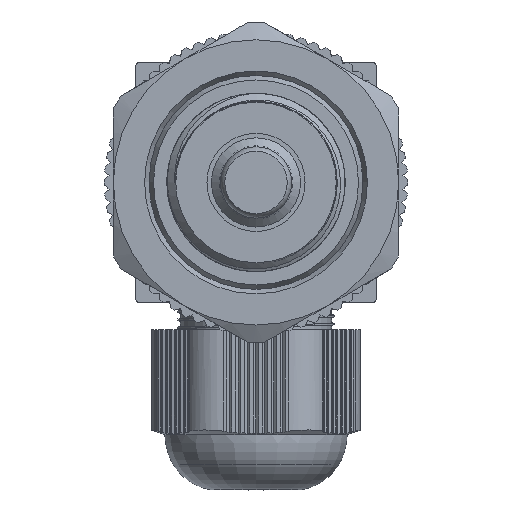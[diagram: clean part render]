
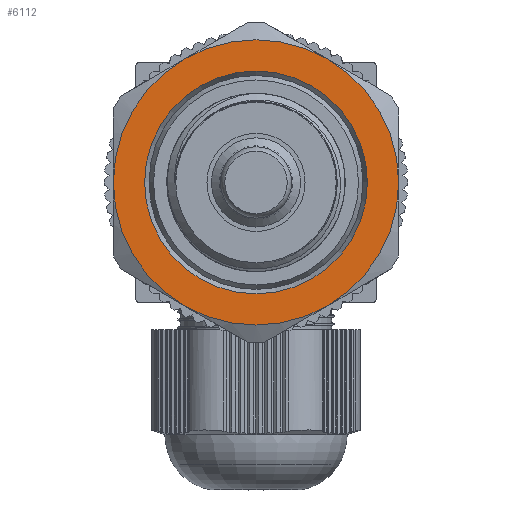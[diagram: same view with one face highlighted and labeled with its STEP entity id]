
A CAD part, left-side view. The second image highlights one B-rep face of the part: STEP entity #6112.
In plain terms, the highlighted planar face has unit normal (-1, 0, 0).
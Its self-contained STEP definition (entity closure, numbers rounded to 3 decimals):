
#6112=ADVANCED_FACE('',(#55515,#55517),#55519,.T.);
#55515=FACE_BOUND('',#55516,.T.);
#55516=EDGE_LOOP('',(#65045,#65046,#65047,#65048,#65049,#65050));
#55517=FACE_BOUND('',#55518,.T.);
#55518=EDGE_LOOP('',(#65051));
#55519=PLANE('',#55520);
#55520=AXIS2_PLACEMENT_3D('',#55521,#55522,#55523);
#55521=CARTESIAN_POINT('',(-2.955,0.,0.));
#55522=DIRECTION('',(-1.,0.,0.));
#55523=DIRECTION('',(0.,1.,0.));
#65045=ORIENTED_EDGE('',*,*,#69564,.F.);
#65046=ORIENTED_EDGE('',*,*,#69565,.F.);
#65047=ORIENTED_EDGE('',*,*,#69566,.F.);
#65048=ORIENTED_EDGE('',*,*,#69567,.F.);
#65049=ORIENTED_EDGE('',*,*,#69568,.F.);
#65050=ORIENTED_EDGE('',*,*,#69569,.F.);
#65051=ORIENTED_EDGE('',*,*,#69562,.T.);
#69562=EDGE_CURVE('',#76846,#76846,#76847,.T.);
#69564=EDGE_CURVE('',#76850,#76851,#76852,.T.);
#69565=EDGE_CURVE('',#76853,#76850,#76854,.T.);
#69566=EDGE_CURVE('',#76855,#76853,#76856,.T.);
#69567=EDGE_CURVE('',#76857,#76855,#76858,.T.);
#69568=EDGE_CURVE('',#76859,#76857,#76860,.T.);
#69569=EDGE_CURVE('',#76851,#76859,#76861,.T.);
#76846=VERTEX_POINT('',#115612);
#76847=CIRCLE('',#115613,12.5);
#76850=VERTEX_POINT('',#115622);
#76851=VERTEX_POINT('',#115623);
#76852=CIRCLE('',#115624,16.);
#76853=VERTEX_POINT('',#115628);
#76854=CIRCLE('',#115629,16.);
#76855=VERTEX_POINT('',#115633);
#76856=CIRCLE('',#115634,16.);
#76857=VERTEX_POINT('',#115638);
#76858=CIRCLE('',#115639,16.);
#76859=VERTEX_POINT('',#115643);
#76860=CIRCLE('',#115644,16.);
#76861=CIRCLE('',#115648,16.);
#115612=CARTESIAN_POINT('',(-2.955,-12.5,0.));
#115613=AXIS2_PLACEMENT_3D('',#115614,#115615,#115616);
#115614=CARTESIAN_POINT('',(-2.955,0.,0.));
#115615=DIRECTION('',(1.,0.,0.));
#115616=DIRECTION('',(0.,-1.,0.));
#115622=CARTESIAN_POINT('',(-2.955,8.,-13.856));
#115623=CARTESIAN_POINT('',(-2.955,16.,0.));
#115624=AXIS2_PLACEMENT_3D('',#115625,#115626,#115627);
#115625=CARTESIAN_POINT('',(-2.955,0.,0.));
#115626=DIRECTION('',(1.,0.,0.));
#115627=DIRECTION('',(0.,0.5,-0.866));
#115628=CARTESIAN_POINT('',(-2.955,-8.,-13.856));
#115629=AXIS2_PLACEMENT_3D('',#115630,#115631,#115632);
#115630=CARTESIAN_POINT('',(-2.955,0.,0.));
#115631=DIRECTION('',(1.,0.,0.));
#115632=DIRECTION('',(0.,-0.5,-0.866));
#115633=CARTESIAN_POINT('',(-2.955,-16.,0.));
#115634=AXIS2_PLACEMENT_3D('',#115635,#115636,#115637);
#115635=CARTESIAN_POINT('',(-2.955,0.,0.));
#115636=DIRECTION('',(1.,0.,0.));
#115637=DIRECTION('',(0.,-1.,0.));
#115638=CARTESIAN_POINT('',(-2.955,-8.,13.856));
#115639=AXIS2_PLACEMENT_3D('',#115640,#115641,#115642);
#115640=CARTESIAN_POINT('',(-2.955,0.,0.));
#115641=DIRECTION('',(1.,0.,0.));
#115642=DIRECTION('',(0.,-0.5,0.866));
#115643=CARTESIAN_POINT('',(-2.955,8.,13.856));
#115644=AXIS2_PLACEMENT_3D('',#115645,#115646,#115647);
#115645=CARTESIAN_POINT('',(-2.955,0.,0.));
#115646=DIRECTION('',(1.,0.,0.));
#115647=DIRECTION('',(0.,0.5,0.866));
#115648=AXIS2_PLACEMENT_3D('',#115649,#115650,#115651);
#115649=CARTESIAN_POINT('',(-2.955,0.,0.));
#115650=DIRECTION('',(1.,0.,0.));
#115651=DIRECTION('',(0.,1.,0.));
